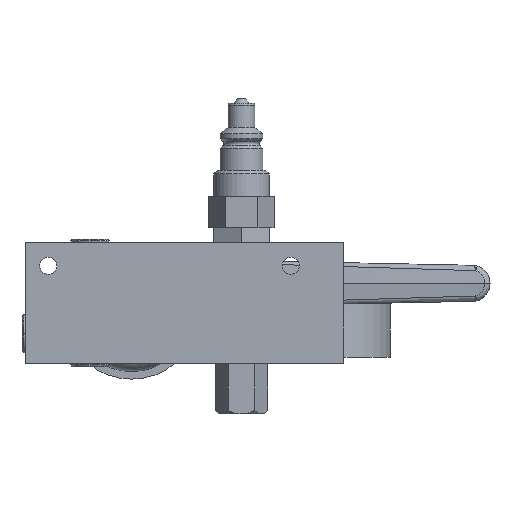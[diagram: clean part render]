
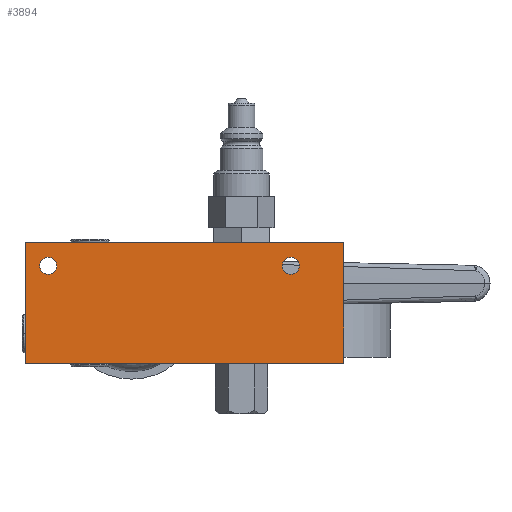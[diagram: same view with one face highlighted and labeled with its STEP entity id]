
A CAD part, front view. The second image highlights one B-rep face of the part: STEP entity #3894.
In plain terms, the highlighted planar face has unit normal (0, -1, 0).
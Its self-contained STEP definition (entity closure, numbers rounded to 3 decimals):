
#561=DIRECTION('',(0.,0.,1.));
#562=VECTOR('',#561,50.419);
#563=CARTESIAN_POINT('',(-66.675,0.,-25.4));
#564=LINE('',#563,#562);
#565=DIRECTION('',(1.,0.,0.));
#566=VECTOR('',#565,133.35);
#567=CARTESIAN_POINT('',(-66.675,0.,25.019));
#568=LINE('',#567,#566);
#569=DIRECTION('',(0.,0.,-1.));
#570=VECTOR('',#569,50.419);
#571=CARTESIAN_POINT('',(66.675,0.,25.019));
#572=LINE('',#571,#570);
#573=DIRECTION('',(-1.,0.,0.));
#574=VECTOR('',#573,133.35);
#575=CARTESIAN_POINT('',(66.675,0.,-25.4));
#576=LINE('',#575,#574);
#577=CARTESIAN_POINT('',(-57.15,0.,15.367));
#578=DIRECTION('',(0.,-1.,0.));
#579=DIRECTION('',(1.,0.,0.));
#580=AXIS2_PLACEMENT_3D('',#577,#578,#579);
#582=CARTESIAN_POINT('',(-57.15,0.,15.367));
#583=DIRECTION('',(0.,-1.,0.));
#584=DIRECTION('',(-1.,0.,0.));
#585=AXIS2_PLACEMENT_3D('',#582,#583,#584);
#587=CARTESIAN_POINT('',(44.45,0.,15.367));
#588=DIRECTION('',(0.,-1.,0.));
#589=DIRECTION('',(1.,0.,0.));
#590=AXIS2_PLACEMENT_3D('',#587,#588,#589);
#592=CARTESIAN_POINT('',(44.45,0.,15.367));
#593=DIRECTION('',(0.,-1.,0.));
#594=DIRECTION('',(-1.,0.,0.));
#595=AXIS2_PLACEMENT_3D('',#592,#593,#594);
#2387=CARTESIAN_POINT('',(-66.675,0.,-25.4));
#2388=CARTESIAN_POINT('',(-66.675,0.,25.019));
#2389=VERTEX_POINT('',#2387);
#2390=VERTEX_POINT('',#2388);
#2391=CARTESIAN_POINT('',(66.675,0.,25.019));
#2392=VERTEX_POINT('',#2391);
#2393=CARTESIAN_POINT('',(66.675,0.,-25.4));
#2394=VERTEX_POINT('',#2393);
#2411=CARTESIAN_POINT('',(-53.581,0.,15.367));
#2412=CARTESIAN_POINT('',(-60.719,0.,15.367));
#2413=VERTEX_POINT('',#2411);
#2414=VERTEX_POINT('',#2412);
#2637=CARTESIAN_POINT('',(48.019,0.,15.367));
#2638=CARTESIAN_POINT('',(40.881,0.,15.367));
#2639=VERTEX_POINT('',#2637);
#2640=VERTEX_POINT('',#2638);
#3868=CARTESIAN_POINT('',(0.,0.,0.));
#3869=DIRECTION('',(0.,1.,0.));
#3870=DIRECTION('',(1.,0.,0.));
#3871=AXIS2_PLACEMENT_3D('',#3868,#3869,#3870);
#3872=PLANE('',#3871);
#3874=ORIENTED_EDGE('',*,*,#3873,.T.);
#3876=ORIENTED_EDGE('',*,*,#3875,.T.);
#3878=ORIENTED_EDGE('',*,*,#3877,.T.);
#3880=ORIENTED_EDGE('',*,*,#3879,.T.);
#3881=EDGE_LOOP('',(#3874,#3876,#3878,#3880));
#3882=FACE_OUTER_BOUND('',#3881,.F.);
#3883=ORIENTED_EDGE('',*,*,#3858,.T.);
#3885=ORIENTED_EDGE('',*,*,#3884,.T.);
#3886=EDGE_LOOP('',(#3883,#3885));
#3887=FACE_BOUND('',#3886,.F.);
#3889=ORIENTED_EDGE('',*,*,#3888,.T.);
#3891=ORIENTED_EDGE('',*,*,#3890,.T.);
#3892=EDGE_LOOP('',(#3889,#3891));
#3893=FACE_BOUND('',#3892,.F.);
#581=CIRCLE('',#580,3.569);
#586=CIRCLE('',#585,3.569);
#591=CIRCLE('',#590,3.569);
#596=CIRCLE('',#595,3.569);
#3858=EDGE_CURVE('',#2413,#2414,#581,.T.);
#3873=EDGE_CURVE('',#2389,#2390,#564,.T.);
#3875=EDGE_CURVE('',#2390,#2392,#568,.T.);
#3877=EDGE_CURVE('',#2392,#2394,#572,.T.);
#3879=EDGE_CURVE('',#2394,#2389,#576,.T.);
#3884=EDGE_CURVE('',#2414,#2413,#586,.T.);
#3888=EDGE_CURVE('',#2639,#2640,#591,.T.);
#3890=EDGE_CURVE('',#2640,#2639,#596,.T.);
#3894=ADVANCED_FACE('',(#3882,#3887,#3893),#3872,.F.);
